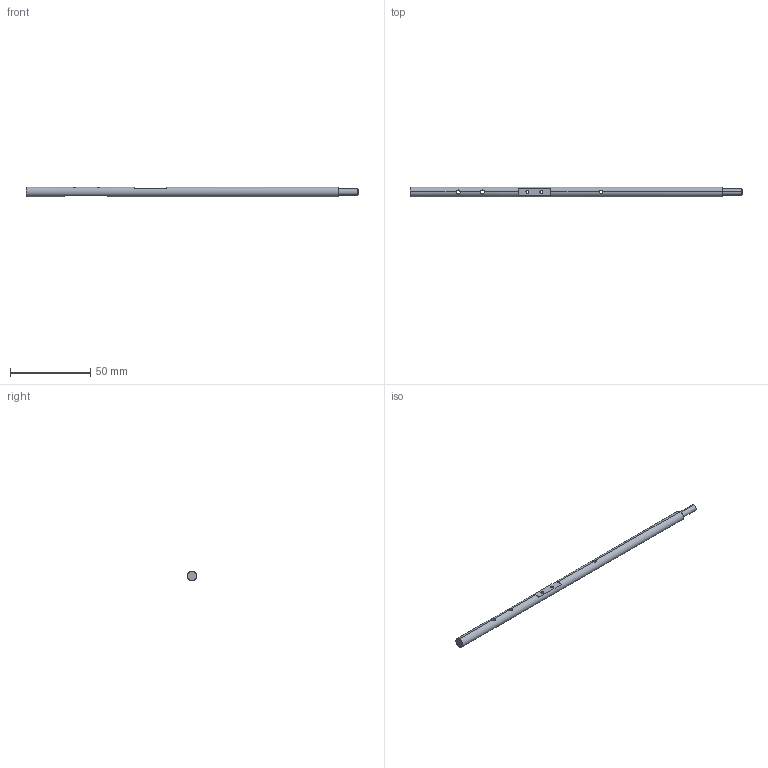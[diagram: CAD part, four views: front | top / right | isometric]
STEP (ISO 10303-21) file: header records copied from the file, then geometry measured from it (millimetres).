
FILE_DESCRIPTION (( 'STEP AP214' ), '1' );
FILE_NAME ('Cranck Plunger.STEP', '2025-07-06T08:34:29', ( '' ), ( '' ), 'SwSTEP 2.0', 'SolidWorks 2025', '' );
FILE_SCHEMA (( 'AUTOMOTIVE_DESIGN' ));
Length unit declared in the file: millimetre
Products named in the file (1): Cranck Plunger
Bounding box: 206.5 x 6 x 6 mm (x, y, z)
Volume: 5409.2 mm3; surface area: 3987.8 mm2
Topology: 1 solids, 1 shells, 29 faces, 78 edges, 46 vertices
Faces by surface type: cylinder 14, plane 9, cone 6
Entity records: 1148 total; most frequent: CARTESIAN_POINT 374, ORIENTED_EDGE 156, DIRECTION 156, EDGE_CURVE 78, AXIS2_PLACEMENT_3D 60, VERTEX_POINT 46, VECTOR 36, LINE 36
